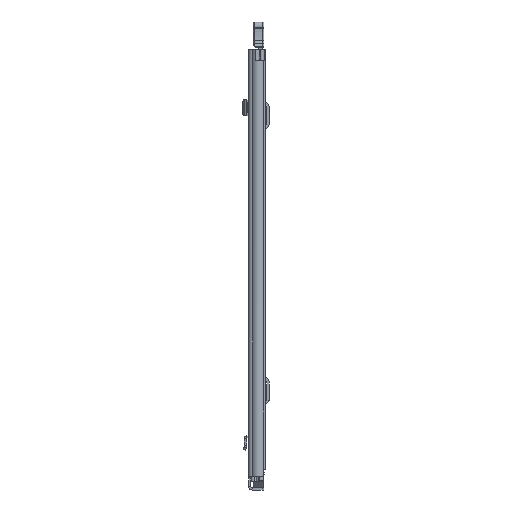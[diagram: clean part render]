
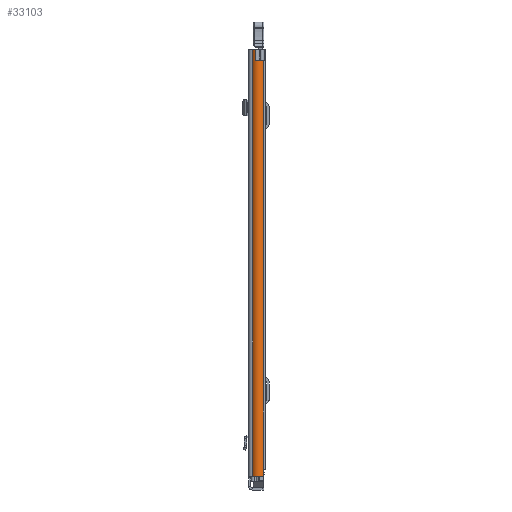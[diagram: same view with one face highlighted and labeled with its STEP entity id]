
A CAD part, front view. The second image highlights one B-rep face of the part: STEP entity #33103.
In plain terms, the highlighted cylindrical face has radius 7.6 mm (diameter 15.2 mm), a partial arc.
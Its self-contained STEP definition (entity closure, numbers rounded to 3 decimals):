
#114 = LINE ( 'NONE', #6077, #19486 ) ;
#432 = EDGE_LOOP ( 'NONE', ( #29840, #3045, #25354, #31109, #33844, #22530 ) ) ;
#962 = EDGE_CURVE ( 'NONE', #32594, #15883, #35339, .T. ) ;
#1765 = LINE ( 'NONE', #4379, #24875 ) ;
#2299 = DIRECTION ( 'NONE',  ( 0., 0., -1. ) ) ;
#3045 = ORIENTED_EDGE ( 'NONE', *, *, #36234, .T. ) ;
#3884 = CARTESIAN_POINT ( 'NONE',  ( 10.602, -30.5, -508. ) ) ;
#4025 = CARTESIAN_POINT ( 'NONE',  ( 10.602, -30.5, -492. ) ) ;
#4379 = CARTESIAN_POINT ( 'NONE',  ( 16.488, -35.307, -508. ) ) ;
#4426 = VECTOR ( 'NONE', #27493, 1000. ) ;
#5019 = AXIS2_PLACEMENT_3D ( 'NONE', #37064, #22981, #34435 ) ;
#5547 = VERTEX_POINT ( 'NONE', #35849 ) ;
#5559 = VERTEX_POINT ( 'NONE', #18785 ) ;
#6077 = CARTESIAN_POINT ( 'NONE',  ( 8.413, -37.778, -508. ) ) ;
#6878 = VERTEX_POINT ( 'NONE', #28512 ) ;
#7041 = CARTESIAN_POINT ( 'NONE',  ( 5.244, -35.891, -508. ) ) ;
#7200 = AXIS2_PLACEMENT_3D ( 'NONE', #10880, #2299, #13710 ) ;
#9828 = CARTESIAN_POINT ( 'NONE',  ( 8.413, -37.778, 0. ) ) ;
#10616 = CARTESIAN_POINT ( 'NONE',  ( 16.488, -35.307, -492. ) ) ;
#10880 = CARTESIAN_POINT ( 'NONE',  ( 10.602, -30.5, 0. ) ) ;
#11505 = DIRECTION ( 'NONE',  ( 0., 0., 1. ) ) ;
#13710 = DIRECTION ( 'NONE',  ( 1., 0., 0. ) ) ;
#15883 = VERTEX_POINT ( 'NONE', #19418 ) ;
#18785 = CARTESIAN_POINT ( 'NONE',  ( 8.413, -37.778, -12.2 ) ) ;
#18814 = DIRECTION ( 'NONE',  ( 0., 0., 1. ) ) ;
#18969 = VERTEX_POINT ( 'NONE', #10616 ) ;
#19418 = CARTESIAN_POINT ( 'NONE',  ( 5.244, -35.891, 0. ) ) ;
#19486 = VECTOR ( 'NONE', #11505, 1000. ) ;
#20353 = EDGE_CURVE ( 'NONE', #5559, #5547, #24781, .T. ) ;
#20718 = EDGE_CURVE ( 'NONE', #6878, #15883, #30474, .T. ) ;
#21838 = EDGE_CURVE ( 'NONE', #6878, #18969, #36249, .T. ) ;
#21856 = AXIS2_PLACEMENT_3D ( 'NONE', #4025, #26344, #26905 ) ;
#22530 = ORIENTED_EDGE ( 'NONE', *, *, #20718, .F. ) ;
#22981 = DIRECTION ( 'NONE',  ( 0., 0., 1. ) ) ;
#24104 = DIRECTION ( 'NONE',  ( 1., 0., 0. ) ) ;
#24781 = CIRCLE ( 'NONE', #5019, 7.6 ) ;
#24875 = VECTOR ( 'NONE', #18814, 1000. ) ;
#25354 = ORIENTED_EDGE ( 'NONE', *, *, #20353, .F. ) ;
#26344 = DIRECTION ( 'NONE',  ( 0., 0., 1. ) ) ;
#26905 = DIRECTION ( 'NONE',  ( 1., 0., 0. ) ) ;
#26944 = FACE_OUTER_BOUND ( 'NONE', #432, .T. ) ;
#27493 = DIRECTION ( 'NONE',  ( 0., 0., 1. ) ) ;
#28512 = CARTESIAN_POINT ( 'NONE',  ( 5.244, -35.891, -492. ) ) ;
#29560 = CYLINDRICAL_SURFACE ( 'NONE', #32799, 7.6 ) ;
#29840 = ORIENTED_EDGE ( 'NONE', *, *, #21838, .T. ) ;
#30474 = LINE ( 'NONE', #7041, #4426 ) ;
#31109 = ORIENTED_EDGE ( 'NONE', *, *, #31625, .T. ) ;
#31625 = EDGE_CURVE ( 'NONE', #5559, #32594, #114, .T. ) ;
#32594 = VERTEX_POINT ( 'NONE', #9828 ) ;
#32799 = AXIS2_PLACEMENT_3D ( 'NONE', #3884, #35547, #24104 ) ;
#33103 = ADVANCED_FACE ( 'NONE', ( #26944 ), #29560, .T. ) ;
#33844 = ORIENTED_EDGE ( 'NONE', *, *, #962, .T. ) ;
#34435 = DIRECTION ( 'NONE',  ( 1., 0., 0. ) ) ;
#35339 = CIRCLE ( 'NONE', #7200, 7.6 ) ;
#35547 = DIRECTION ( 'NONE',  ( 0., 0., 1. ) ) ;
#35849 = CARTESIAN_POINT ( 'NONE',  ( 16.488, -35.307, -12.2 ) ) ;
#36234 = EDGE_CURVE ( 'NONE', #18969, #5547, #1765, .T. ) ;
#36249 = CIRCLE ( 'NONE', #21856, 7.6 ) ;
#37064 = CARTESIAN_POINT ( 'NONE',  ( 10.602, -30.5, -12.2 ) ) ;
